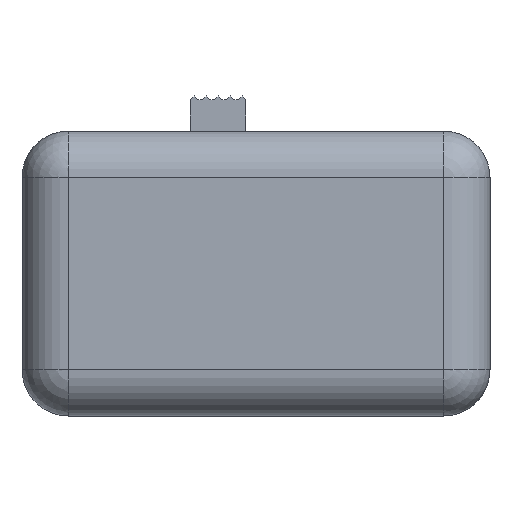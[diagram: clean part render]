
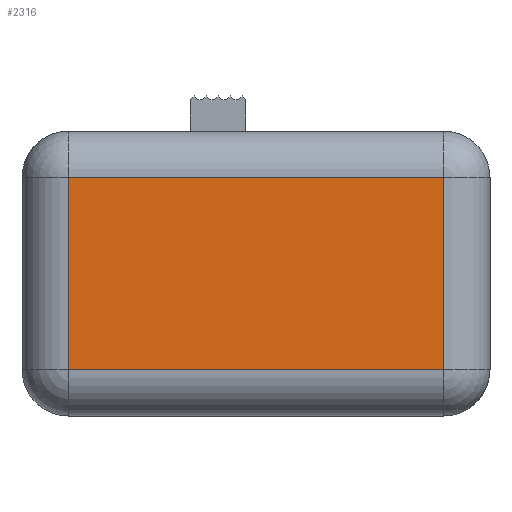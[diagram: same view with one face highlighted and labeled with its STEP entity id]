
A CAD part, front view. The second image highlights one B-rep face of the part: STEP entity #2316.
In plain terms, the highlighted planar face has unit normal (0, -1, 0).
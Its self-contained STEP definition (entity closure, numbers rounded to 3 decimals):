
#279 = ORIENTED_EDGE ( 'NONE', *, *, #1723, .T. ) ;
#731 = EDGE_LOOP ( 'NONE', ( #1952, #279, #3438, #3504 ) ) ;
#788 = FACE_OUTER_BOUND ( 'NONE', #731, .T. ) ;
#927 = CARTESIAN_POINT ( 'NONE',  ( 22.8, 0., 15.4 ) ) ;
#1098 = LINE ( 'NONE', #927, #3991 ) ;
#1103 = DIRECTION ( 'NONE',  ( -1., 0., 0. ) ) ;
#1314 = VERTEX_POINT ( 'NONE', #2464 ) ;
#1512 = LINE ( 'NONE', #1519, #3857 ) ;
#1519 = CARTESIAN_POINT ( 'NONE',  ( 0., 0., 12.9 ) ) ;
#1575 = CARTESIAN_POINT ( 'NONE',  ( 0., 0., 2.5 ) ) ;
#1590 = DIRECTION ( 'NONE',  ( 0., 0., 1. ) ) ;
#1686 = EDGE_CURVE ( 'NONE', #2288, #1314, #1098, .T. ) ;
#1723 = EDGE_CURVE ( 'NONE', #1314, #1954, #1512, .T. ) ;
#1727 = AXIS2_PLACEMENT_3D ( 'NONE', #2881, #2874, #2869 ) ;
#1752 = EDGE_CURVE ( 'NONE', #1954, #3633, #3296, .T. ) ;
#1759 = EDGE_CURVE ( 'NONE', #3633, #2288, #3868, .T. ) ;
#1911 = CARTESIAN_POINT ( 'NONE',  ( 2.5, 0., 15.4 ) ) ;
#1952 = ORIENTED_EDGE ( 'NONE', *, *, #1686, .T. ) ;
#1954 = VERTEX_POINT ( 'NONE', #4054 ) ;
#2053 = CARTESIAN_POINT ( 'NONE',  ( 2.5, 0., 2.5 ) ) ;
#2090 = DIRECTION ( 'NONE',  ( 0., 0., -1. ) ) ;
#2134 = DIRECTION ( 'NONE',  ( 1., 0., 0. ) ) ;
#2288 = VERTEX_POINT ( 'NONE', #3156 ) ;
#2316 = ADVANCED_FACE ( 'NONE', ( #788 ), #2900, .F. ) ;
#2464 = CARTESIAN_POINT ( 'NONE',  ( 22.8, 0., 12.9 ) ) ;
#2635 = VECTOR ( 'NONE', #2134, 1000. ) ;
#2779 = VECTOR ( 'NONE', #2090, 1000. ) ;
#2869 = DIRECTION ( 'NONE',  ( 0., 0., 1. ) ) ;
#2874 = DIRECTION ( 'NONE',  ( 0., 1., 0. ) ) ;
#2881 = CARTESIAN_POINT ( 'NONE',  ( 0., 0., 15.4 ) ) ;
#2900 = PLANE ( 'NONE',  #1727 ) ;
#3156 = CARTESIAN_POINT ( 'NONE',  ( 22.8, 0., 2.5 ) ) ;
#3296 = LINE ( 'NONE', #1911, #2779 ) ;
#3438 = ORIENTED_EDGE ( 'NONE', *, *, #1752, .T. ) ;
#3504 = ORIENTED_EDGE ( 'NONE', *, *, #1759, .T. ) ;
#3633 = VERTEX_POINT ( 'NONE', #2053 ) ;
#3857 = VECTOR ( 'NONE', #1103, 1000. ) ;
#3868 = LINE ( 'NONE', #1575, #2635 ) ;
#3991 = VECTOR ( 'NONE', #1590, 1000. ) ;
#4054 = CARTESIAN_POINT ( 'NONE',  ( 2.5, 0., 12.9 ) ) ;
